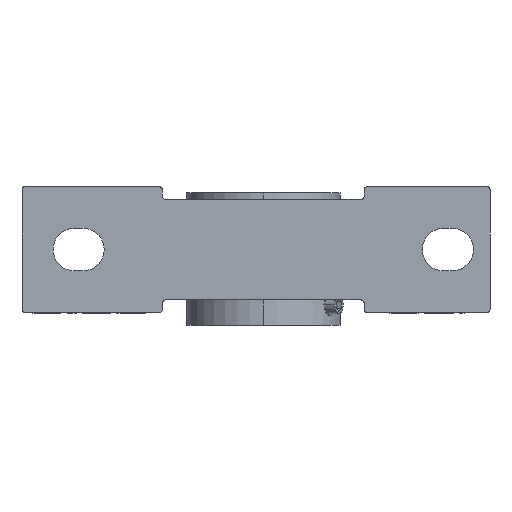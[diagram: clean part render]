
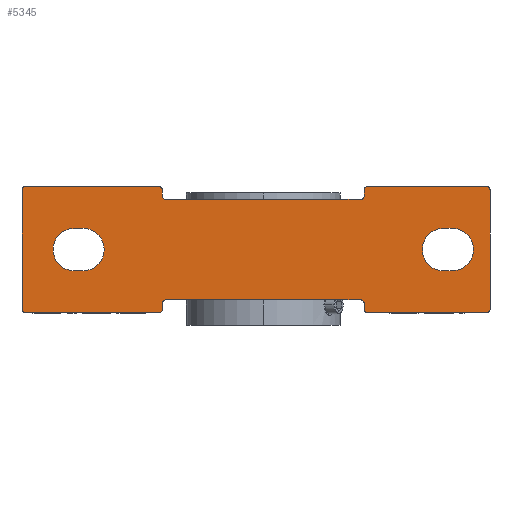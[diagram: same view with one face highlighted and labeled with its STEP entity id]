
A CAD part, front view. The second image highlights one B-rep face of the part: STEP entity #5345.
In plain terms, the highlighted planar face has unit normal (0, -1, 0).
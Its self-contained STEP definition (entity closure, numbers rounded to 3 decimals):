
#2=DIRECTION('',(1.,0.,0.));
#3=VECTOR('',#2,5.);
#4=CARTESIAN_POINT('',(-111.,0.,-12.5));
#5=LINE('',#4,#3);
#6=CARTESIAN_POINT('',(-106.,0.,0.));
#7=DIRECTION('',(0.,-1.,0.));
#8=DIRECTION('',(0.,0.,-1.));
#9=AXIS2_PLACEMENT_3D('',#6,#7,#8);
#11=DIRECTION('',(-1.,0.,0.));
#12=VECTOR('',#11,5.);
#13=CARTESIAN_POINT('',(-106.,0.,12.5));
#14=LINE('',#13,#12);
#15=CARTESIAN_POINT('',(-111.,0.,0.));
#16=DIRECTION('',(0.,-1.,0.));
#17=DIRECTION('',(0.,0.,1.));
#18=AXIS2_PLACEMENT_3D('',#15,#16,#17);
#20=CARTESIAN_POINT('',(111.,0.,0.));
#21=DIRECTION('',(0.,-1.,0.));
#22=DIRECTION('',(0.,0.,-1.));
#23=AXIS2_PLACEMENT_3D('',#20,#21,#22);
#25=DIRECTION('',(-1.,0.,0.));
#26=VECTOR('',#25,5.);
#27=CARTESIAN_POINT('',(111.,0.,12.5));
#28=LINE('',#27,#26);
#29=CARTESIAN_POINT('',(106.,0.,0.));
#30=DIRECTION('',(0.,-1.,0.));
#31=DIRECTION('',(0.,0.,1.));
#32=AXIS2_PLACEMENT_3D('',#29,#30,#31);
#34=DIRECTION('',(1.,0.,0.));
#35=VECTOR('',#34,5.);
#36=CARTESIAN_POINT('',(106.,0.,-12.5));
#37=LINE('',#36,#35);
#38=CARTESIAN_POINT('',(-61.028,0.,35.222));
#39=DIRECTION('',(0.,-1.,0.));
#40=DIRECTION('',(1.,0.,0.));
#41=AXIS2_PLACEMENT_3D('',#38,#39,#40);
#43=DIRECTION('',(0.,0.,-1.));
#44=VECTOR('',#43,3.844);
#45=CARTESIAN_POINT('',(-59.25,0.,35.222));
#46=LINE('',#45,#44);
#47=DIRECTION('',(1.,0.,0.));
#48=VECTOR('',#47,114.944);
#49=CARTESIAN_POINT('',(-57.472,0.,29.6));
#50=LINE('',#49,#48);
#51=DIRECTION('',(0.,0.,1.));
#52=VECTOR('',#51,3.844);
#53=CARTESIAN_POINT('',(59.25,0.,31.378));
#54=LINE('',#53,#52);
#55=CARTESIAN_POINT('',(61.028,0.,35.222));
#56=DIRECTION('',(0.,-1.,0.));
#57=DIRECTION('',(0.,0.,1.));
#58=AXIS2_PLACEMENT_3D('',#55,#56,#57);
#60=DIRECTION('',(1.,0.,0.));
#61=VECTOR('',#60,70.444);
#62=CARTESIAN_POINT('',(61.028,0.,37.));
#63=LINE('',#62,#61);
#64=CARTESIAN_POINT('',(131.472,0.,35.222));
#65=DIRECTION('',(0.,-1.,0.));
#66=DIRECTION('',(1.,0.,0.));
#67=AXIS2_PLACEMENT_3D('',#64,#65,#66);
#69=DIRECTION('',(0.,0.,-1.));
#70=VECTOR('',#69,70.444);
#71=CARTESIAN_POINT('',(133.25,0.,35.222));
#72=LINE('',#71,#70);
#73=CARTESIAN_POINT('',(131.472,0.,-35.222));
#74=DIRECTION('',(0.,-1.,0.));
#75=DIRECTION('',(0.,0.,-1.));
#76=AXIS2_PLACEMENT_3D('',#73,#74,#75);
#78=DIRECTION('',(-1.,0.,0.));
#79=VECTOR('',#78,70.444);
#80=CARTESIAN_POINT('',(131.472,0.,-37.));
#81=LINE('',#80,#79);
#82=CARTESIAN_POINT('',(61.028,0.,-35.222));
#83=DIRECTION('',(0.,-1.,0.));
#84=DIRECTION('',(-1.,0.,0.));
#85=AXIS2_PLACEMENT_3D('',#82,#83,#84);
#87=DIRECTION('',(0.,0.,1.));
#88=VECTOR('',#87,3.844);
#89=CARTESIAN_POINT('',(59.25,0.,-35.222));
#90=LINE('',#89,#88);
#91=DIRECTION('',(-1.,0.,0.));
#92=VECTOR('',#91,114.944);
#93=CARTESIAN_POINT('',(57.472,0.,-29.6));
#94=LINE('',#93,#92);
#95=DIRECTION('',(0.,0.,-1.));
#96=VECTOR('',#95,3.844);
#97=CARTESIAN_POINT('',(-59.25,0.,-31.378));
#98=LINE('',#97,#96);
#99=CARTESIAN_POINT('',(-61.028,0.,-35.222));
#100=DIRECTION('',(0.,-1.,0.));
#101=DIRECTION('',(0.,0.,-1.));
#102=AXIS2_PLACEMENT_3D('',#99,#100,#101);
#104=DIRECTION('',(-1.,0.,0.));
#105=VECTOR('',#104,78.944);
#106=CARTESIAN_POINT('',(-61.028,0.,-37.));
#107=LINE('',#106,#105);
#108=CARTESIAN_POINT('',(-139.972,0.,-35.222));
#109=DIRECTION('',(0.,-1.,0.));
#110=DIRECTION('',(-1.,0.,0.));
#111=AXIS2_PLACEMENT_3D('',#108,#109,#110);
#113=DIRECTION('',(0.,0.,1.));
#114=VECTOR('',#113,70.444);
#115=CARTESIAN_POINT('',(-141.75,0.,-35.222));
#116=LINE('',#115,#114);
#117=CARTESIAN_POINT('',(-139.972,0.,35.222));
#118=DIRECTION('',(0.,-1.,0.));
#119=DIRECTION('',(0.,0.,1.));
#120=AXIS2_PLACEMENT_3D('',#117,#118,#119);
#122=DIRECTION('',(1.,0.,0.));
#123=VECTOR('',#122,78.944);
#124=CARTESIAN_POINT('',(-139.972,0.,37.));
#125=LINE('',#124,#123);
#1990=CARTESIAN_POINT('',(57.472,0.,31.378));
#1991=DIRECTION('',(0.,1.,0.));
#1992=DIRECTION('',(1.,0.,0.));
#1993=AXIS2_PLACEMENT_3D('',#1990,#1991,#1992);
#2016=CARTESIAN_POINT('',(-57.472,0.,31.378));
#2017=DIRECTION('',(0.,1.,0.));
#2018=DIRECTION('',(0.,0.,-1.));
#2019=AXIS2_PLACEMENT_3D('',#2016,#2017,#2018);
#3997=CARTESIAN_POINT('',(-57.472,0.,-31.378));
#3998=DIRECTION('',(0.,1.,0.));
#3999=DIRECTION('',(-1.,0.,0.));
#4000=AXIS2_PLACEMENT_3D('',#3997,#3998,#3999);
#4023=CARTESIAN_POINT('',(57.472,0.,-31.378));
#4024=DIRECTION('',(0.,1.,0.));
#4025=DIRECTION('',(0.,0.,1.));
#4026=AXIS2_PLACEMENT_3D('',#4023,#4024,#4025);
#4185=CARTESIAN_POINT('',(-111.,0.,-12.5));
#4186=CARTESIAN_POINT('',(-106.,0.,-12.5));
#4187=VERTEX_POINT('',#4185);
#4188=VERTEX_POINT('',#4186);
#4189=CARTESIAN_POINT('',(-106.,0.,12.5));
#4190=VERTEX_POINT('',#4189);
#4191=CARTESIAN_POINT('',(-111.,0.,12.5));
#4192=VERTEX_POINT('',#4191);
#4193=CARTESIAN_POINT('',(111.,0.,-12.5));
#4194=CARTESIAN_POINT('',(111.,0.,12.5));
#4195=VERTEX_POINT('',#4193);
#4196=VERTEX_POINT('',#4194);
#4197=CARTESIAN_POINT('',(106.,0.,12.5));
#4198=VERTEX_POINT('',#4197);
#4199=CARTESIAN_POINT('',(106.,0.,-12.5));
#4200=VERTEX_POINT('',#4199);
#4229=CARTESIAN_POINT('',(57.472,0.,-29.6));
#4231=VERTEX_POINT('',#4229);
#4233=CARTESIAN_POINT('',(59.25,0.,-31.378));
#4235=VERTEX_POINT('',#4233);
#4237=CARTESIAN_POINT('',(-59.25,0.,-31.378));
#4239=VERTEX_POINT('',#4237);
#4241=CARTESIAN_POINT('',(-57.472,0.,-29.6));
#4243=VERTEX_POINT('',#4241);
#4245=CARTESIAN_POINT('',(59.25,0.,31.378));
#4247=VERTEX_POINT('',#4245);
#4249=CARTESIAN_POINT('',(57.472,0.,29.6));
#4251=VERTEX_POINT('',#4249);
#4253=CARTESIAN_POINT('',(-57.472,0.,29.6));
#4255=VERTEX_POINT('',#4253);
#4257=CARTESIAN_POINT('',(-59.25,0.,31.378));
#4259=VERTEX_POINT('',#4257);
#4261=CARTESIAN_POINT('',(-59.25,0.,35.222));
#4262=CARTESIAN_POINT('',(-61.028,0.,37.));
#4263=VERTEX_POINT('',#4261);
#4264=VERTEX_POINT('',#4262);
#4265=CARTESIAN_POINT('',(61.028,0.,37.));
#4266=CARTESIAN_POINT('',(59.25,0.,35.222));
#4267=VERTEX_POINT('',#4265);
#4268=VERTEX_POINT('',#4266);
#4269=CARTESIAN_POINT('',(133.25,0.,35.222));
#4270=CARTESIAN_POINT('',(131.472,0.,37.));
#4271=VERTEX_POINT('',#4269);
#4272=VERTEX_POINT('',#4270);
#4273=CARTESIAN_POINT('',(131.472,0.,-37.));
#4274=CARTESIAN_POINT('',(133.25,0.,-35.222));
#4275=VERTEX_POINT('',#4273);
#4276=VERTEX_POINT('',#4274);
#4277=CARTESIAN_POINT('',(-139.972,0.,37.));
#4278=CARTESIAN_POINT('',(-141.75,0.,35.222));
#4279=VERTEX_POINT('',#4277);
#4280=VERTEX_POINT('',#4278);
#4281=CARTESIAN_POINT('',(-141.75,0.,-35.222));
#4282=CARTESIAN_POINT('',(-139.972,0.,-37.));
#4283=VERTEX_POINT('',#4281);
#4284=VERTEX_POINT('',#4282);
#4285=CARTESIAN_POINT('',(-61.028,0.,-37.));
#4286=CARTESIAN_POINT('',(-59.25,0.,-35.222));
#4287=VERTEX_POINT('',#4285);
#4288=VERTEX_POINT('',#4286);
#4289=CARTESIAN_POINT('',(59.25,0.,-35.222));
#4290=CARTESIAN_POINT('',(61.028,0.,-37.));
#4291=VERTEX_POINT('',#4289);
#4292=VERTEX_POINT('',#4290);
#5270=CARTESIAN_POINT('',(0.,0.,0.));
#5271=DIRECTION('',(0.,1.,0.));
#5272=DIRECTION('',(1.,0.,0.));
#5273=AXIS2_PLACEMENT_3D('',#5270,#5271,#5272);
#5274=PLANE('',#5273);
#5276=ORIENTED_EDGE('',*,*,#5275,.F.);
#5278=ORIENTED_EDGE('',*,*,#5277,.T.);
#5280=ORIENTED_EDGE('',*,*,#5279,.F.);
#5282=ORIENTED_EDGE('',*,*,#5281,.T.);
#5284=ORIENTED_EDGE('',*,*,#5283,.F.);
#5286=ORIENTED_EDGE('',*,*,#5285,.T.);
#5288=ORIENTED_EDGE('',*,*,#5287,.F.);
#5290=ORIENTED_EDGE('',*,*,#5289,.T.);
#5292=ORIENTED_EDGE('',*,*,#5291,.F.);
#5294=ORIENTED_EDGE('',*,*,#5293,.T.);
#5296=ORIENTED_EDGE('',*,*,#5295,.F.);
#5298=ORIENTED_EDGE('',*,*,#5297,.T.);
#5300=ORIENTED_EDGE('',*,*,#5299,.F.);
#5302=ORIENTED_EDGE('',*,*,#5301,.T.);
#5304=ORIENTED_EDGE('',*,*,#5303,.F.);
#5306=ORIENTED_EDGE('',*,*,#5305,.T.);
#5308=ORIENTED_EDGE('',*,*,#5307,.F.);
#5310=ORIENTED_EDGE('',*,*,#5309,.T.);
#5312=ORIENTED_EDGE('',*,*,#5311,.F.);
#5314=ORIENTED_EDGE('',*,*,#5313,.T.);
#5316=ORIENTED_EDGE('',*,*,#5315,.F.);
#5318=ORIENTED_EDGE('',*,*,#5317,.T.);
#5320=ORIENTED_EDGE('',*,*,#5319,.F.);
#5322=ORIENTED_EDGE('',*,*,#5321,.T.);
#5323=EDGE_LOOP('',(#5276,#5278,#5280,#5282,#5284,#5286,#5288,#5290,#5292,#5294,
#5296,#5298,#5300,#5302,#5304,#5306,#5308,#5310,#5312,#5314,#5316,#5318,#5320,
#5322));
#5324=FACE_OUTER_BOUND('',#5323,.F.);
#5326=ORIENTED_EDGE('',*,*,#5325,.T.);
#5328=ORIENTED_EDGE('',*,*,#5327,.T.);
#5330=ORIENTED_EDGE('',*,*,#5329,.T.);
#5332=ORIENTED_EDGE('',*,*,#5331,.T.);
#5333=EDGE_LOOP('',(#5326,#5328,#5330,#5332));
#5334=FACE_BOUND('',#5333,.F.);
#5336=ORIENTED_EDGE('',*,*,#5335,.T.);
#5338=ORIENTED_EDGE('',*,*,#5337,.T.);
#5340=ORIENTED_EDGE('',*,*,#5339,.T.);
#5342=ORIENTED_EDGE('',*,*,#5341,.T.);
#5343=EDGE_LOOP('',(#5336,#5338,#5340,#5342));
#5344=FACE_BOUND('',#5343,.F.);
#5345=ADVANCED_FACE('',(#5324,#5334,#5344),#5274,.F.);
#10=CIRCLE('',#9,12.5);
#19=CIRCLE('',#18,12.5);
#24=CIRCLE('',#23,12.5);
#33=CIRCLE('',#32,12.5);
#42=CIRCLE('',#41,1.778);
#59=CIRCLE('',#58,1.778);
#68=CIRCLE('',#67,1.778);
#77=CIRCLE('',#76,1.778);
#86=CIRCLE('',#85,1.778);
#103=CIRCLE('',#102,1.778);
#112=CIRCLE('',#111,1.778);
#121=CIRCLE('',#120,1.778);
#1994=CIRCLE('',#1993,1.778);
#2020=CIRCLE('',#2019,1.778);
#4001=CIRCLE('',#4000,1.778);
#4027=CIRCLE('',#4026,1.778);
#5275=EDGE_CURVE('',#4263,#4264,#42,.T.);
#5277=EDGE_CURVE('',#4263,#4259,#46,.T.);
#5279=EDGE_CURVE('',#4255,#4259,#2020,.T.);
#5281=EDGE_CURVE('',#4255,#4251,#50,.T.);
#5283=EDGE_CURVE('',#4247,#4251,#1994,.T.);
#5285=EDGE_CURVE('',#4247,#4268,#54,.T.);
#5287=EDGE_CURVE('',#4267,#4268,#59,.T.);
#5289=EDGE_CURVE('',#4267,#4272,#63,.T.);
#5291=EDGE_CURVE('',#4271,#4272,#68,.T.);
#5293=EDGE_CURVE('',#4271,#4276,#72,.T.);
#5295=EDGE_CURVE('',#4275,#4276,#77,.T.);
#5297=EDGE_CURVE('',#4275,#4292,#81,.T.);
#5299=EDGE_CURVE('',#4291,#4292,#86,.T.);
#5301=EDGE_CURVE('',#4291,#4235,#90,.T.);
#5303=EDGE_CURVE('',#4231,#4235,#4027,.T.);
#5305=EDGE_CURVE('',#4231,#4243,#94,.T.);
#5307=EDGE_CURVE('',#4239,#4243,#4001,.T.);
#5309=EDGE_CURVE('',#4239,#4288,#98,.T.);
#5311=EDGE_CURVE('',#4287,#4288,#103,.T.);
#5313=EDGE_CURVE('',#4287,#4284,#107,.T.);
#5315=EDGE_CURVE('',#4283,#4284,#112,.T.);
#5317=EDGE_CURVE('',#4283,#4280,#116,.T.);
#5319=EDGE_CURVE('',#4279,#4280,#121,.T.);
#5321=EDGE_CURVE('',#4279,#4264,#125,.T.);
#5325=EDGE_CURVE('',#4195,#4196,#24,.T.);
#5327=EDGE_CURVE('',#4196,#4198,#28,.T.);
#5329=EDGE_CURVE('',#4198,#4200,#33,.T.);
#5331=EDGE_CURVE('',#4200,#4195,#37,.T.);
#5335=EDGE_CURVE('',#4187,#4188,#5,.T.);
#5337=EDGE_CURVE('',#4188,#4190,#10,.T.);
#5339=EDGE_CURVE('',#4190,#4192,#14,.T.);
#5341=EDGE_CURVE('',#4192,#4187,#19,.T.);
